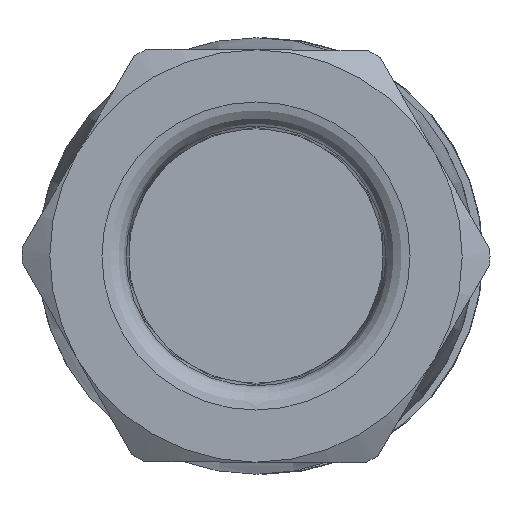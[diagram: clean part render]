
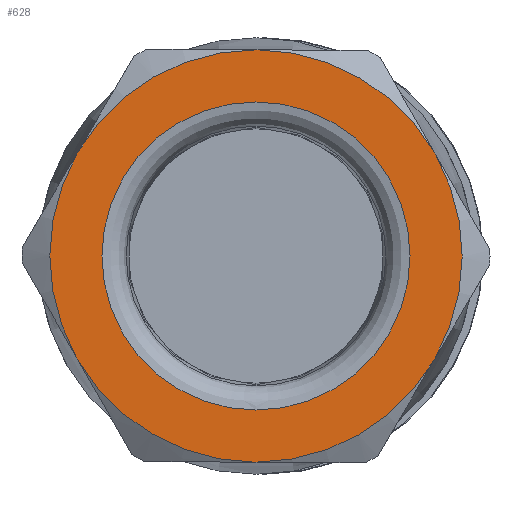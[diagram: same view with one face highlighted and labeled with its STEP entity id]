
A CAD part, left-side view. The second image highlights one B-rep face of the part: STEP entity #628.
In plain terms, the highlighted planar face has unit normal (-1, 0, 0).
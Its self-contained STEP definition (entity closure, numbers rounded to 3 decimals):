
#628=ADVANCED_FACE('',(#857,#858),#670,.T.);
#670=PLANE('',#2107);
#714=B_SPLINE_CURVE_WITH_KNOTS('',3,(#4051,#4052,#4053,#4054),
 .UNSPECIFIED.,.F.,.F.,(4,4),(0.,1.),.UNSPECIFIED.);
#719=B_SPLINE_CURVE_WITH_KNOTS('',3,(#4116,#4117,#4118,#4119),
 .UNSPECIFIED.,.F.,.F.,(4,4),(0.,1.),.UNSPECIFIED.);
#724=B_SPLINE_CURVE_WITH_KNOTS('',3,(#4157,#4158,#4159,#4160),
 .UNSPECIFIED.,.F.,.F.,(4,4),(0.,1.),.UNSPECIFIED.);
#730=B_SPLINE_CURVE_WITH_KNOTS('',3,(#4227,#4228,#4229,#4230),
 .UNSPECIFIED.,.F.,.F.,(4,4),(0.,1.),.UNSPECIFIED.);
#732=B_SPLINE_CURVE_WITH_KNOTS('',3,(#4258,#4259,#4260,#4261),
 .UNSPECIFIED.,.F.,.F.,(4,4),(0.,1.),.UNSPECIFIED.);
#734=B_SPLINE_CURVE_WITH_KNOTS('',3,(#4287,#4288,#4289,#4290),
 .UNSPECIFIED.,.F.,.F.,(4,4),(0.,1.),.UNSPECIFIED.);
#857=FACE_BOUND('',#1021,.T.);
#858=FACE_BOUND('',#1022,.T.);
#1021=EDGE_LOOP('',(#1389));
#1022=EDGE_LOOP('',(#1390,#1391,#1392,#1393,#1394,#1395,#1396,#1397,#1398,
#1399,#1400,#1401));
#1389=ORIENTED_EDGE('',*,*,#1745,.T.);
#1390=ORIENTED_EDGE('',*,*,#1796,.T.);
#1391=ORIENTED_EDGE('',*,*,#1794,.F.);
#1392=ORIENTED_EDGE('',*,*,#1748,.T.);
#1393=ORIENTED_EDGE('',*,*,#1762,.F.);
#1394=ORIENTED_EDGE('',*,*,#1763,.T.);
#1395=ORIENTED_EDGE('',*,*,#1772,.F.);
#1396=ORIENTED_EDGE('',*,*,#1797,.T.);
#1397=ORIENTED_EDGE('',*,*,#1798,.F.);
#1398=ORIENTED_EDGE('',*,*,#1799,.T.);
#1399=ORIENTED_EDGE('',*,*,#1778,.F.);
#1400=ORIENTED_EDGE('',*,*,#1780,.T.);
#1401=ORIENTED_EDGE('',*,*,#1789,.F.);
#1565=VERTEX_POINT('',#3934);
#1568=VERTEX_POINT('',#3976);
#1569=VERTEX_POINT('',#3977);
#1578=VERTEX_POINT('',#4050);
#1579=VERTEX_POINT('',#4057);
#1584=VERTEX_POINT('',#4115);
#1587=VERTEX_POINT('',#4156);
#1588=VERTEX_POINT('',#4161);
#1589=VERTEX_POINT('',#4168);
#1594=VERTEX_POINT('',#4226);
#1597=VERTEX_POINT('',#4262);
#1598=VERTEX_POINT('',#4286);
#1599=VERTEX_POINT('',#4291);
#1745=EDGE_CURVE('',#1565,#1565,#1899,.T.);
#1748=EDGE_CURVE('',#1568,#1569,#1902,.T.);
#1762=EDGE_CURVE('',#1578,#1569,#714,.T.);
#1763=EDGE_CURVE('',#1578,#1579,#1907,.T.);
#1772=EDGE_CURVE('',#1584,#1579,#719,.T.);
#1778=EDGE_CURVE('',#1587,#1588,#724,.T.);
#1780=EDGE_CURVE('',#1587,#1589,#1910,.T.);
#1789=EDGE_CURVE('',#1594,#1589,#730,.T.);
#1794=EDGE_CURVE('',#1568,#1597,#732,.T.);
#1796=EDGE_CURVE('',#1594,#1597,#1915,.T.);
#1797=EDGE_CURVE('',#1584,#1598,#1916,.T.);
#1798=EDGE_CURVE('',#1599,#1598,#734,.T.);
#1799=EDGE_CURVE('',#1599,#1588,#1917,.T.);
#1899=CIRCLE('',#2078,6.354);
#1902=CIRCLE('',#2082,8.502);
#1907=CIRCLE('',#2089,8.502);
#1910=CIRCLE('',#2095,8.502);
#1915=CIRCLE('',#2104,8.502);
#1916=CIRCLE('',#2105,8.502);
#1917=CIRCLE('',#2106,8.502);
#2078=AXIS2_PLACEMENT_3D('',#3933,#2451,#2452);
#2082=AXIS2_PLACEMENT_3D('',#3975,#2459,#2460);
#2089=AXIS2_PLACEMENT_3D('',#4056,#2476,#2477);
#2095=AXIS2_PLACEMENT_3D('',#4167,#2491,#2492);
#2104=AXIS2_PLACEMENT_3D('',#4268,#2512,#2513);
#2105=AXIS2_PLACEMENT_3D('',#4285,#2514,#2515);
#2106=AXIS2_PLACEMENT_3D('',#4292,#2516,#2517);
#2107=AXIS2_PLACEMENT_3D('',#4293,#2518,#2519);
#2451=DIRECTION('',(1.,0.,0.));
#2452=DIRECTION('',(0.,0.,-1.));
#2459=DIRECTION('',(-1.,0.,0.));
#2460=DIRECTION('',(0.,-0.866,-0.5));
#2476=DIRECTION('',(-1.,0.,0.));
#2477=DIRECTION('',(0.,-0.866,0.5));
#2491=DIRECTION('',(-1.,0.,0.));
#2492=DIRECTION('',(0.,0.866,-0.5));
#2512=DIRECTION('',(-1.,0.,0.));
#2513=DIRECTION('',(0.,0.,-1.));
#2514=DIRECTION('',(-1.,0.,0.));
#2515=DIRECTION('',(0.,0.,1.));
#2516=DIRECTION('',(-1.,0.,0.));
#2517=DIRECTION('',(0.,0.866,0.5));
#2518=DIRECTION('',(-1.,0.,0.));
#2519=DIRECTION('',(0.,-1.,0.));
#3933=CARTESIAN_POINT('',(-29.8,0.,0.));
#3934=CARTESIAN_POINT('',(-29.8,0.,-6.354));
#3975=CARTESIAN_POINT('',(-29.8,0.,0.));
#3976=CARTESIAN_POINT('',(-29.8,-7.363,-4.251));
#3977=CARTESIAN_POINT('',(-29.8,-7.404,4.179));
#4050=CARTESIAN_POINT('',(-29.8,-7.363,4.251));
#4051=CARTESIAN_POINT('',(-29.8,-7.363,4.251));
#4052=CARTESIAN_POINT('',(-29.8,-7.377,4.227));
#4053=CARTESIAN_POINT('',(-29.8,-7.391,4.203));
#4054=CARTESIAN_POINT('',(-29.8,-7.404,4.179));
#4056=CARTESIAN_POINT('',(-29.8,0.,0.));
#4057=CARTESIAN_POINT('',(-29.8,-0.083,8.502));
#4115=CARTESIAN_POINT('',(-29.8,0.,8.502));
#4116=CARTESIAN_POINT('',(-29.8,0.,8.502));
#4117=CARTESIAN_POINT('',(-29.8,-0.028,8.502));
#4118=CARTESIAN_POINT('',(-29.8,-0.055,8.502));
#4119=CARTESIAN_POINT('',(-29.8,-0.083,8.502));
#4156=CARTESIAN_POINT('',(-29.8,7.363,-4.251));
#4157=CARTESIAN_POINT('',(-29.8,7.363,-4.251));
#4158=CARTESIAN_POINT('',(-29.8,7.377,-4.227));
#4159=CARTESIAN_POINT('',(-29.8,7.391,-4.203));
#4160=CARTESIAN_POINT('',(-29.8,7.404,-4.179));
#4161=CARTESIAN_POINT('',(-29.8,7.404,-4.179));
#4167=CARTESIAN_POINT('',(-29.8,0.,0.));
#4168=CARTESIAN_POINT('',(-29.8,0.083,-8.502));
#4226=CARTESIAN_POINT('',(-29.8,0.,-8.502));
#4227=CARTESIAN_POINT('',(-29.8,0.,-8.502));
#4228=CARTESIAN_POINT('',(-29.8,0.028,-8.502));
#4229=CARTESIAN_POINT('',(-29.8,0.055,-8.502));
#4230=CARTESIAN_POINT('',(-29.8,0.083,-8.502));
#4258=CARTESIAN_POINT('',(-29.8,-7.363,-4.251));
#4259=CARTESIAN_POINT('',(-29.8,-7.349,-4.275));
#4260=CARTESIAN_POINT('',(-29.8,-7.335,-4.299));
#4261=CARTESIAN_POINT('',(-29.8,-7.322,-4.322));
#4262=CARTESIAN_POINT('',(-29.8,-7.322,-4.322));
#4268=CARTESIAN_POINT('',(-29.8,0.,0.));
#4285=CARTESIAN_POINT('',(-29.8,0.,0.));
#4286=CARTESIAN_POINT('',(-29.8,7.322,4.322));
#4287=CARTESIAN_POINT('',(-29.8,7.363,4.251));
#4288=CARTESIAN_POINT('',(-29.8,7.349,4.275));
#4289=CARTESIAN_POINT('',(-29.8,7.335,4.299));
#4290=CARTESIAN_POINT('',(-29.8,7.322,4.322));
#4291=CARTESIAN_POINT('',(-29.8,7.363,4.251));
#4292=CARTESIAN_POINT('',(-29.8,0.,0.));
#4293=CARTESIAN_POINT('',(-29.8,10.799,-9.379));
